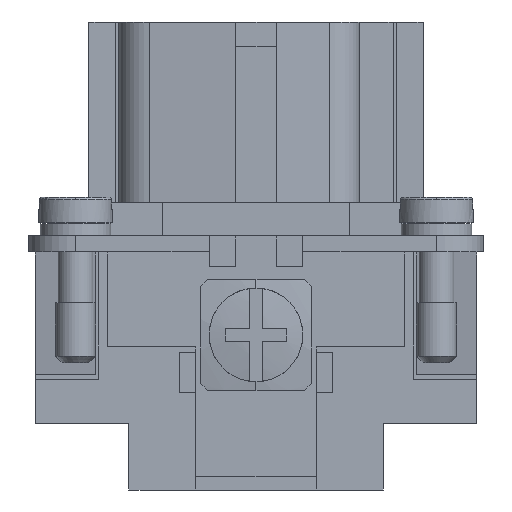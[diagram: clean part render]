
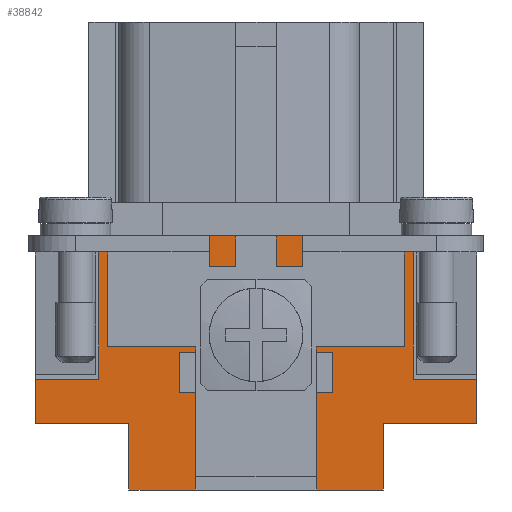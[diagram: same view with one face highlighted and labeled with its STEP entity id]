
A CAD part, left-side view. The second image highlights one B-rep face of the part: STEP entity #38842.
In plain terms, the highlighted planar face has unit normal (-1, 0, 0).
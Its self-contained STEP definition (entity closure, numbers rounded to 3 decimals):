
#25869=CARTESIAN_POINT('',(-21.55,11.75,19.0));
#25870=VERTEX_POINT('',#25869);
#25877=CARTESIAN_POINT('',(-21.55,-11.75,19.0));
#25878=VERTEX_POINT('',#25877);
#25879=CARTESIAN_POINT('',(-21.55,-11.75,19.0));
#25880=DIRECTION('',(0.0,1.0,0.0));
#25881=VECTOR('',#25880,23.5);
#25882=LINE('',#25879,#25881);
#25883=EDGE_CURVE('',#25878,#25870,#25882,.T.);
#30997=CARTESIAN_POINT('',(-21.55,11.75,8.3));
#30998=VERTEX_POINT('',#30997);
#31007=CARTESIAN_POINT('',(-21.55,11.75,19.0));
#31008=DIRECTION('',(0.0,0.0,-1.0));
#31009=VECTOR('',#31008,10.7);
#31010=LINE('',#31007,#31009);
#31011=EDGE_CURVE('',#25870,#30998,#31010,.T.);
#31053=CARTESIAN_POINT('',(-21.55,16.5,8.3));
#31054=VERTEX_POINT('',#31053);
#31055=CARTESIAN_POINT('',(-21.55,11.75,8.3));
#31056=DIRECTION('',(0.0,1.0,0.0));
#31057=VECTOR('',#31056,4.75);
#31058=LINE('',#31055,#31057);
#31059=EDGE_CURVE('',#30998,#31054,#31058,.T.);
#31269=CARTESIAN_POINT('',(-21.55,-11.75,8.3));
#31270=VERTEX_POINT('',#31269);
#31279=CARTESIAN_POINT('',(-21.55,-11.75,8.3));
#31280=DIRECTION('',(0.0,0.0,1.0));
#31281=VECTOR('',#31280,10.7);
#31282=LINE('',#31279,#31281);
#31283=EDGE_CURVE('',#31270,#25878,#31282,.T.);
#31293=CARTESIAN_POINT('',(-21.55,-16.5,8.3));
#31294=VERTEX_POINT('',#31293);
#31295=CARTESIAN_POINT('',(-21.55,-16.5,8.3));
#31296=DIRECTION('',(0.0,1.0,0.0));
#31297=VECTOR('',#31296,4.75);
#31298=LINE('',#31295,#31297);
#31299=EDGE_CURVE('',#31294,#31270,#31298,.T.);
#31367=CARTESIAN_POINT('',(-21.55,16.5,5.0));
#31368=VERTEX_POINT('',#31367);
#31375=CARTESIAN_POINT('',(-21.55,16.5,5.0));
#31376=DIRECTION('',(0.0,0.0,1.0));
#31377=VECTOR('',#31376,3.3);
#31378=LINE('',#31375,#31377);
#31379=EDGE_CURVE('',#31368,#31054,#31378,.T.);
#31458=CARTESIAN_POINT('',(-21.55,-16.5,5.0));
#31459=VERTEX_POINT('',#31458);
#31460=CARTESIAN_POINT('',(-21.55,-16.5,5.0));
#31461=DIRECTION('',(0.0,0.0,1.0));
#31462=VECTOR('',#31461,3.3);
#31463=LINE('',#31460,#31462);
#31464=EDGE_CURVE('',#31459,#31294,#31463,.T.);
#37633=CARTESIAN_POINT('',(-21.55,9.5,0.0));
#37634=VERTEX_POINT('',#37633);
#37641=CARTESIAN_POINT('',(-21.55,9.5,5.0));
#37642=VERTEX_POINT('',#37641);
#37643=CARTESIAN_POINT('',(-21.55,9.5,5.0));
#37644=DIRECTION('',(0.0,0.0,-1.0));
#37645=VECTOR('',#37644,5.0);
#37646=LINE('',#37643,#37645);
#37647=EDGE_CURVE('',#37642,#37634,#37646,.T.);
#37673=CARTESIAN_POINT('',(-21.55,-9.5,5.0));
#37674=VERTEX_POINT('',#37673);
#37681=CARTESIAN_POINT('',(-21.55,-9.5,0.0));
#37682=VERTEX_POINT('',#37681);
#37683=CARTESIAN_POINT('',(-21.55,-9.5,0.0));
#37684=DIRECTION('',(0.0,0.0,1.0));
#37685=VECTOR('',#37684,5.0);
#37686=LINE('',#37683,#37685);
#37687=EDGE_CURVE('',#37682,#37674,#37686,.T.);
#38045=CARTESIAN_POINT('',(-21.55,-9.5,5.0));
#38046=DIRECTION('',(0.0,-1.0,0.0));
#38047=VECTOR('',#38046,7.0);
#38048=LINE('',#38045,#38047);
#38049=EDGE_CURVE('',#37674,#31459,#38048,.T.);
#38101=CARTESIAN_POINT('',(-21.55,16.5,5.0));
#38102=DIRECTION('',(0.0,-1.0,0.0));
#38103=VECTOR('',#38102,7.0);
#38104=LINE('',#38101,#38103);
#38105=EDGE_CURVE('',#31368,#37642,#38104,.T.);
#38117=CARTESIAN_POINT('',(-21.55,-4.55,0.0));
#38118=VERTEX_POINT('',#38117);
#38119=CARTESIAN_POINT('',(-21.55,-9.5,0.0));
#38120=DIRECTION('',(0.0,1.0,0.0));
#38121=VECTOR('',#38120,4.95);
#38122=LINE('',#38119,#38121);
#38123=EDGE_CURVE('',#37682,#38118,#38122,.T.);
#38173=CARTESIAN_POINT('',(-21.55,4.55,0.0));
#38174=VERTEX_POINT('',#38173);
#38181=CARTESIAN_POINT('',(-21.55,4.55,0.0));
#38182=DIRECTION('',(0.0,1.0,0.0));
#38183=VECTOR('',#38182,4.95);
#38184=LINE('',#38181,#38183);
#38185=EDGE_CURVE('',#38174,#37634,#38184,.T.);
#38496=CARTESIAN_POINT('',(-21.55,4.55,3.5));
#38497=VERTEX_POINT('',#38496);
#38504=CARTESIAN_POINT('',(-21.55,4.55,0.0));
#38505=DIRECTION('',(0.0,0.0,1.0));
#38506=VECTOR('',#38505,3.5);
#38507=LINE('',#38504,#38506);
#38508=EDGE_CURVE('',#38174,#38497,#38507,.T.);
#38520=CARTESIAN_POINT('',(-21.55,-4.55,3.5));
#38521=VERTEX_POINT('',#38520);
#38530=CARTESIAN_POINT('',(-21.55,-4.55,3.5));
#38531=DIRECTION('',(0.0,0.0,-1.0));
#38532=VECTOR('',#38531,3.5);
#38533=LINE('',#38530,#38532);
#38534=EDGE_CURVE('',#38521,#38118,#38533,.T.);
#38546=CARTESIAN_POINT('',(-21.55,4.55,3.5));
#38547=DIRECTION('',(0.0,-1.0,0.0));
#38548=VECTOR('',#38547,9.1);
#38549=LINE('',#38546,#38548);
#38550=EDGE_CURVE('',#38497,#38521,#38549,.T.);
#38819=CARTESIAN_POINT('',(-21.55,-16.5,0.0));
#38820=DIRECTION('',(-1.0,0.0,0.0));
#38821=DIRECTION('',(0.0,0.0,1.0));
#38822=AXIS2_PLACEMENT_3D('',#38819,#38820,#38821);
#38823=PLANE('',#38822);
#38824=ORIENTED_EDGE('',*,*,#31059,.T.);
#38825=ORIENTED_EDGE('',*,*,#31379,.F.);
#38826=ORIENTED_EDGE('',*,*,#38105,.T.);
#38827=ORIENTED_EDGE('',*,*,#37647,.T.);
#38828=ORIENTED_EDGE('',*,*,#38185,.F.);
#38829=ORIENTED_EDGE('',*,*,#38508,.T.);
#38830=ORIENTED_EDGE('',*,*,#38550,.T.);
#38831=ORIENTED_EDGE('',*,*,#38534,.T.);
#38832=ORIENTED_EDGE('',*,*,#38123,.F.);
#38833=ORIENTED_EDGE('',*,*,#37687,.T.);
#38834=ORIENTED_EDGE('',*,*,#38049,.T.);
#38835=ORIENTED_EDGE('',*,*,#31464,.T.);
#38836=ORIENTED_EDGE('',*,*,#31299,.T.);
#38837=ORIENTED_EDGE('',*,*,#31283,.T.);
#38838=ORIENTED_EDGE('',*,*,#25883,.T.);
#38839=ORIENTED_EDGE('',*,*,#31011,.T.);
#38840=EDGE_LOOP('',(#38824,#38825,#38826,#38827,#38828,#38829,#38830,#38831,#38832,#38833,#38834,#38835,#38836,#38837,#38838,#38839));
#38841=FACE_OUTER_BOUND('',#38840,.T.);
#38842=ADVANCED_FACE('',(#38841),#38823,.T.);
